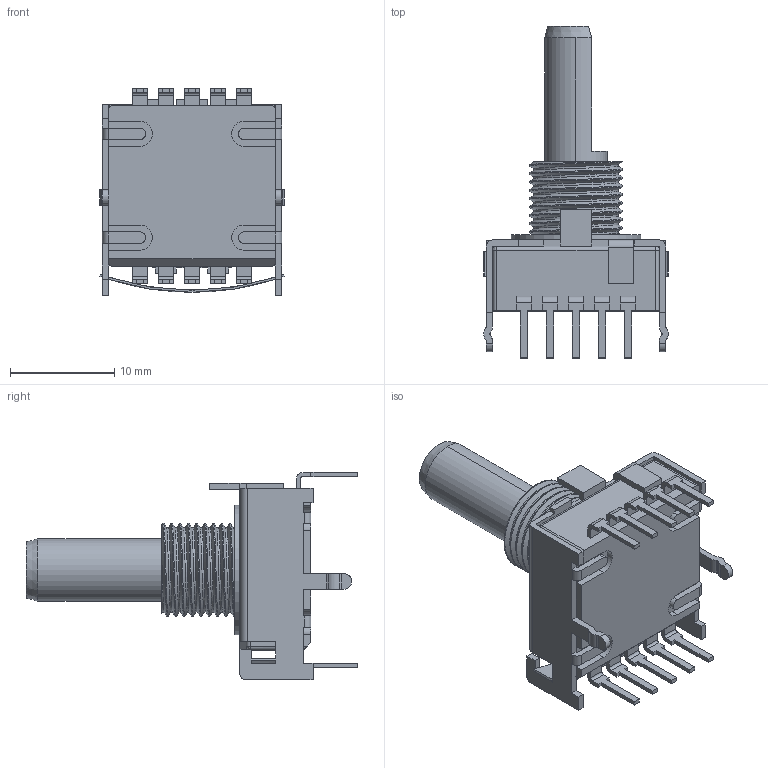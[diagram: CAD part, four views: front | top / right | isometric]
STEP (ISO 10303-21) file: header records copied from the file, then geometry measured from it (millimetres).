
FILE_DESCRIPTION (( 'STEP AP214' ), '1' );
FILE_NAME ('SR1712F-0203-20F0A-N9-N-027.STEP', '2024-03-19T05:11:01', ( '' ), ( '' ), 'SwSTEP 2.0', 'SolidWorks 2022', '' );
FILE_SCHEMA (( 'AUTOMOTIVE_DESIGN' ));
Length unit declared in the file: millimetre
Products named in the file (1): SR1712F-0203-20F0A-N9-N-027
Bounding box: 17.7 x 31.8 x 19.85 mm (x, y, z)
Volume: 2589.8 mm3; surface area: 2940 mm2
Topology: 14 solids, 14 shells, 359 faces, 972 edges, 639 vertices
Faces by surface type: plane 256, cylinder 95, bspline 7, cone 1
Entity records: 18003 total; most frequent: CARTESIAN_POINT 5482, ORIENTED_EDGE 1936, DIRECTION 1706, EDGE_CURVE 968, VECTOR 752, LINE 752, VERTEX_POINT 639, AXIS2_PLACEMENT_3D 477
